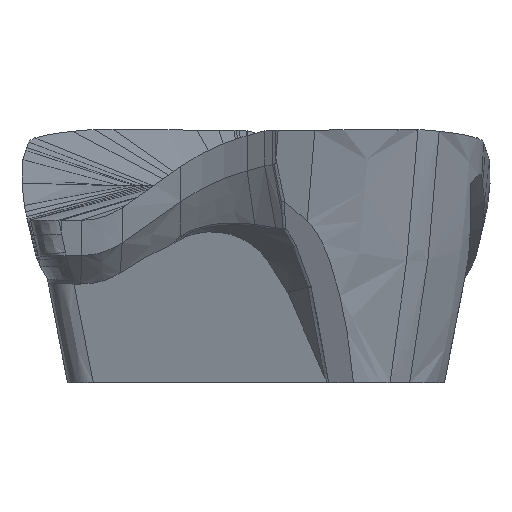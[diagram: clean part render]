
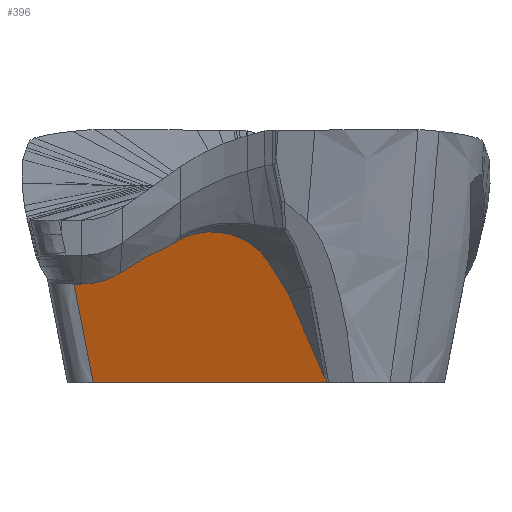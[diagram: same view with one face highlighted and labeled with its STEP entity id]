
A CAD part, left-side view. The second image highlights one B-rep face of the part: STEP entity #396.
In plain terms, the highlighted planar face has unit normal (-0.962, 0.084, -0.259).
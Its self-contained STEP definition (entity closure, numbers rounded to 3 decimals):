
#79=CIRCLE('',#3566,0.949);
#396=ADVANCED_FACE('',(#603),#439,.F.);
#439=PLANE('',#3567);
#603=FACE_OUTER_BOUND('',#796,.T.);
#796=EDGE_LOOP('',(#1680,#1681,#1682,#1683,#1684,#1685,#1686,#1687,#1688,
#1689,#1690));
#1680=ORIENTED_EDGE('',*,*,#2551,.T.);
#1681=ORIENTED_EDGE('',*,*,#2552,.F.);
#1682=ORIENTED_EDGE('',*,*,#2553,.F.);
#1683=ORIENTED_EDGE('',*,*,#2554,.F.);
#1684=ORIENTED_EDGE('',*,*,#2555,.F.);
#1685=ORIENTED_EDGE('',*,*,#2556,.T.);
#1686=ORIENTED_EDGE('',*,*,#2557,.F.);
#1687=ORIENTED_EDGE('',*,*,#2558,.F.);
#1688=ORIENTED_EDGE('',*,*,#2544,.T.);
#1689=ORIENTED_EDGE('',*,*,#2550,.F.);
#1690=ORIENTED_EDGE('',*,*,#2349,.T.);
#1971=VERTEX_POINT('',#7389);
#1975=VERTEX_POINT('',#7411);
#2082=VERTEX_POINT('',#10464);
#2083=VERTEX_POINT('',#10465);
#2085=VERTEX_POINT('',#10598);
#2086=VERTEX_POINT('',#10605);
#2087=VERTEX_POINT('',#10607);
#2088=VERTEX_POINT('',#10614);
#2089=VERTEX_POINT('',#10616);
#2090=VERTEX_POINT('',#10624);
#2091=VERTEX_POINT('',#10632);
#2349=EDGE_CURVE('',#1975,#1971,#2653,.T.);
#2544=EDGE_CURVE('',#2082,#2083,#3348,.T.);
#2550=EDGE_CURVE('',#1975,#2083,#2697,.T.);
#2551=EDGE_CURVE('',#1971,#2085,#3353,.T.);
#2552=EDGE_CURVE('',#2086,#2085,#3354,.T.);
#2553=EDGE_CURVE('',#2087,#2086,#2698,.T.);
#2554=EDGE_CURVE('',#2088,#2087,#3355,.T.);
#2555=EDGE_CURVE('',#2089,#2088,#79,.T.);
#2556=EDGE_CURVE('',#2089,#2090,#3356,.T.);
#2557=EDGE_CURVE('',#2091,#2090,#3357,.T.);
#2558=EDGE_CURVE('',#2082,#2091,#3358,.T.);
#2653=LINE('',#7410,#2772);
#2697=LINE('',#10545,#2817);
#2698=LINE('',#10606,#2818);
#2772=VECTOR('',#3701,1.);
#2817=VECTOR('',#3788,1.);
#2818=VECTOR('',#3789,1.);
#3348=B_SPLINE_CURVE_WITH_KNOTS('',3,(#10460,#10461,#10462,#10463),
 .UNSPECIFIED.,.F.,.F.,(4,4),(0.,1.),.UNSPECIFIED.);
#3353=B_SPLINE_CURVE_WITH_KNOTS('',3,(#10582,#10583,#10584,#10585,#10586,
#10587,#10588,#10589,#10590,#10591,#10592,#10593,#10594,#10595,#10596,#10597),
 .UNSPECIFIED.,.F.,.F.,(4,1,1,1,1,1,1,1,1,1,1,1,1,4),(0.,0.077,
0.154,0.231,0.308,0.385,0.462,
0.538,0.615,0.692,0.769,0.846,
0.923,1.),.UNSPECIFIED.);
#3354=B_SPLINE_CURVE_WITH_KNOTS('',3,(#10599,#10600,#10601,#10602,#10603,
#10604),.UNSPECIFIED.,.F.,.F.,(4,1,1,4),(0.,0.333,0.667,
1.),.UNSPECIFIED.);
#3355=B_SPLINE_CURVE_WITH_KNOTS('',3,(#10608,#10609,#10610,#10611,#10612,
#10613),.UNSPECIFIED.,.F.,.F.,(4,1,1,4),(0.,0.333,0.667,
1.),.UNSPECIFIED.);
#3356=B_SPLINE_CURVE_WITH_KNOTS('',3,(#10617,#10618,#10619,#10620,#10621,
#10622,#10623),.UNSPECIFIED.,.F.,.F.,(4,3,4),(0.,0.498,1.),
 .UNSPECIFIED.);
#3357=B_SPLINE_CURVE_WITH_KNOTS('',3,(#10625,#10626,#10627,#10628,#10629,
#10630,#10631),.UNSPECIFIED.,.F.,.F.,(4,3,4),(0.,0.438,1.),
 .UNSPECIFIED.);
#3358=B_SPLINE_CURVE_WITH_KNOTS('',3,(#10633,#10634,#10635,#10636,#10637,
#10638,#10639,#10640,#10641,#10642),.UNSPECIFIED.,.F.,.F.,(4,3,3,4),(0.,
0.268,0.535,1.),.UNSPECIFIED.);
#3566=AXIS2_PLACEMENT_3D('',#10615,#3790,#3791);
#3567=AXIS2_PLACEMENT_3D('',#10643,#3792,#3793);
#3701=DIRECTION('',(-0.087,-0.996,0.));
#3788=DIRECTION('',(-0.24,0.186,0.953));
#3789=DIRECTION('',(0.199,-0.433,-0.879));
#3790=DIRECTION('',(0.962,-0.084,0.259));
#3791=DIRECTION('',(-0.169,0.561,0.81));
#3792=DIRECTION('',(0.962,-0.084,0.259));
#3793=DIRECTION('',(-0.258,0.023,0.966));
#7389=CARTESIAN_POINT('',(-4.487,-1.033,-3.6));
#7410=CARTESIAN_POINT('',(-4.194,2.315,-3.6));
#7411=CARTESIAN_POINT('',(-4.194,2.315,-3.6));
#10460=CARTESIAN_POINT('',(-4.555,2.494,-2.199));
#10461=CARTESIAN_POINT('',(-4.553,2.525,-2.199));
#10462=CARTESIAN_POINT('',(-4.55,2.557,-2.199));
#10463=CARTESIAN_POINT('',(-4.547,2.588,-2.199));
#10464=CARTESIAN_POINT('',(-4.555,2.494,-2.199));
#10465=CARTESIAN_POINT('',(-4.547,2.588,-2.199));
#10545=CARTESIAN_POINT('',(-4.194,2.315,-3.6));
#10582=CARTESIAN_POINT('',(-4.487,-1.033,-3.6));
#10583=CARTESIAN_POINT('',(-4.487,-1.032,-3.6));
#10584=CARTESIAN_POINT('',(-4.487,-1.029,-3.6));
#10585=CARTESIAN_POINT('',(-4.487,-1.024,-3.598));
#10586=CARTESIAN_POINT('',(-4.487,-1.02,-3.595));
#10587=CARTESIAN_POINT('',(-4.488,-1.015,-3.591));
#10588=CARTESIAN_POINT('',(-4.489,-1.01,-3.586));
#10589=CARTESIAN_POINT('',(-4.49,-1.005,-3.58));
#10590=CARTESIAN_POINT('',(-4.491,-1.,-3.573));
#10591=CARTESIAN_POINT('',(-4.493,-0.995,-3.565));
#10592=CARTESIAN_POINT('',(-4.495,-0.991,-3.556));
#10593=CARTESIAN_POINT('',(-4.497,-0.985,-3.546));
#10594=CARTESIAN_POINT('',(-4.5,-0.98,-3.535));
#10595=CARTESIAN_POINT('',(-4.503,-0.975,-3.522));
#10596=CARTESIAN_POINT('',(-4.505,-0.972,-3.513));
#10597=CARTESIAN_POINT('',(-4.506,-0.97,-3.508));
#10598=CARTESIAN_POINT('',(-4.506,-0.97,-3.508));
#10599=CARTESIAN_POINT('',(-4.779,-0.451,-2.325));
#10600=CARTESIAN_POINT('',(-4.754,-0.513,-2.439));
#10601=CARTESIAN_POINT('',(-4.7,-0.632,-2.679));
#10602=CARTESIAN_POINT('',(-4.608,-0.804,-3.077));
#10603=CARTESIAN_POINT('',(-4.541,-0.915,-3.361));
#10604=CARTESIAN_POINT('',(-4.506,-0.97,-3.508));
#10605=CARTESIAN_POINT('',(-4.779,-0.451,-2.325));
#10606=CARTESIAN_POINT('',(-4.78,-0.449,-2.32));
#10607=CARTESIAN_POINT('',(-4.78,-0.449,-2.32));
#10608=CARTESIAN_POINT('',(-4.881,-0.153,-1.848));
#10609=CARTESIAN_POINT('',(-4.871,-0.192,-1.9));
#10610=CARTESIAN_POINT('',(-4.849,-0.264,-2.005));
#10611=CARTESIAN_POINT('',(-4.815,-0.361,-2.161));
#10612=CARTESIAN_POINT('',(-4.792,-0.42,-2.267));
#10613=CARTESIAN_POINT('',(-4.78,-0.449,-2.32));
#10614=CARTESIAN_POINT('',(-4.881,-0.153,-1.848));
#10615=CARTESIAN_POINT('',(-4.674,0.61,-2.372));
#10616=CARTESIAN_POINT('',(-4.834,1.142,-1.603));
#10617=CARTESIAN_POINT('',(-4.834,1.142,-1.603));
#10618=CARTESIAN_POINT('',(-4.832,1.149,-1.608));
#10619=CARTESIAN_POINT('',(-4.83,1.157,-1.612));
#10620=CARTESIAN_POINT('',(-4.828,1.164,-1.617));
#10621=CARTESIAN_POINT('',(-4.826,1.172,-1.621));
#10622=CARTESIAN_POINT('',(-4.825,1.18,-1.625));
#10623=CARTESIAN_POINT('',(-4.823,1.188,-1.629));
#10624=CARTESIAN_POINT('',(-4.823,1.188,-1.629));
#10625=CARTESIAN_POINT('',(-4.647,1.93,-2.04));
#10626=CARTESIAN_POINT('',(-4.674,1.825,-1.975));
#10627=CARTESIAN_POINT('',(-4.701,1.72,-1.909));
#10628=CARTESIAN_POINT('',(-4.727,1.613,-1.846));
#10629=CARTESIAN_POINT('',(-4.761,1.476,-1.766));
#10630=CARTESIAN_POINT('',(-4.794,1.336,-1.689));
#10631=CARTESIAN_POINT('',(-4.823,1.188,-1.629));
#10632=CARTESIAN_POINT('',(-4.647,1.93,-2.04));
#10633=CARTESIAN_POINT('',(-4.555,2.494,-2.199));
#10634=CARTESIAN_POINT('',(-4.56,2.441,-2.2));
#10635=CARTESIAN_POINT('',(-4.565,2.387,-2.196));
#10636=CARTESIAN_POINT('',(-4.572,2.334,-2.189));
#10637=CARTESIAN_POINT('',(-4.579,2.281,-2.181));
#10638=CARTESIAN_POINT('',(-4.586,2.229,-2.17));
#10639=CARTESIAN_POINT('',(-4.595,2.178,-2.154));
#10640=CARTESIAN_POINT('',(-4.61,2.091,-2.128));
#10641=CARTESIAN_POINT('',(-4.628,2.007,-2.089));
#10642=CARTESIAN_POINT('',(-4.647,1.93,-2.04));
#10643=CARTESIAN_POINT('',(-4.728,5.433,-0.6));
